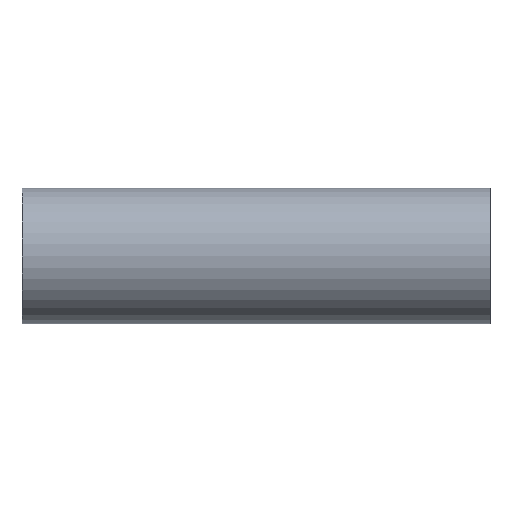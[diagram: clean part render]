
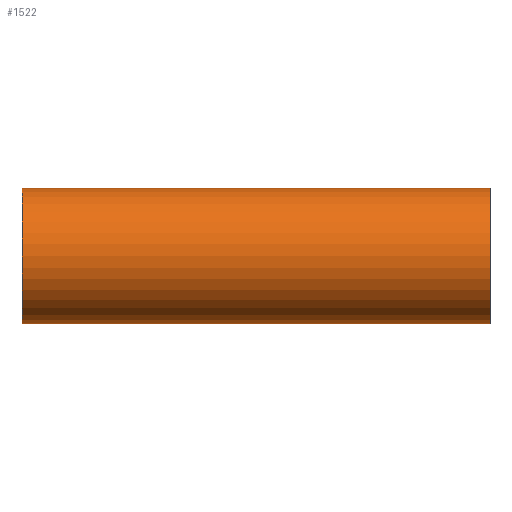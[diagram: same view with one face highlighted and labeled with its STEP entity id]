
A CAD part, left-side view. The second image highlights one B-rep face of the part: STEP entity #1522.
In plain terms, the highlighted cylindrical face has radius 14.5 mm (diameter 29 mm), a full revolution.
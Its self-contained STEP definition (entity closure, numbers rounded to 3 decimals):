
#1335=CARTESIAN_POINT('',(10.398,0.,-10.106));
#1336=VERTEX_POINT('',#1335);
#1344=CARTESIAN_POINT('',(10.398,0.,-10.106));
#1345=CARTESIAN_POINT('',(10.398,0.445,-10.106));
#1346=CARTESIAN_POINT('',(10.443,1.339,-10.06));
#1347=CARTESIAN_POINT('',(10.635,2.64,-9.859));
#1348=CARTESIAN_POINT('',(10.931,3.896,-9.531));
#1349=CARTESIAN_POINT('',(11.421,5.457,-8.949));
#1350=CARTESIAN_POINT('',(12.009,6.875,-8.16));
#1351=CARTESIAN_POINT('',(12.605,8.119,-7.184));
#1352=CARTESIAN_POINT('',(13.179,9.232,-6.105));
#1353=CARTESIAN_POINT('',(13.658,10.082,-4.945));
#1354=CARTESIAN_POINT('',(14.069,10.787,-3.567));
#1355=CARTESIAN_POINT('',(14.338,11.236,-2.336));
#1356=CARTESIAN_POINT('',(14.507,11.511,-0.789));
#1357=CARTESIAN_POINT('',(14.507,11.512,0.786));
#1358=CARTESIAN_POINT('',(14.338,11.234,2.337));
#1359=CARTESIAN_POINT('',(14.018,10.702,3.803));
#1360=CARTESIAN_POINT('',(13.57,9.929,5.172));
#1361=CARTESIAN_POINT('',(13.04,8.967,6.383));
#1362=CARTESIAN_POINT('',(12.455,7.825,7.454));
#1363=CARTESIAN_POINT('',(11.956,6.736,8.216));
#1364=CARTESIAN_POINT('',(11.576,5.801,8.736));
#1365=CARTESIAN_POINT('',(11.122,4.568,9.317));
#1366=CARTESIAN_POINT('',(10.74,3.22,9.746));
#1367=CARTESIAN_POINT('',(10.459,1.491,10.044));
#1368=CARTESIAN_POINT('',(10.358,0.006,10.147));
#1369=CARTESIAN_POINT('',(10.478,-1.78,10.025));
#1370=CARTESIAN_POINT('',(10.809,-3.483,9.671));
#1371=CARTESIAN_POINT('',(11.213,-4.814,9.202));
#1372=CARTESIAN_POINT('',(11.577,-5.804,8.735));
#1373=CARTESIAN_POINT('',(11.957,-6.738,8.215));
#1374=CARTESIAN_POINT('',(12.455,-7.824,7.455));
#1375=CARTESIAN_POINT('',(12.943,-8.778,6.561));
#1376=CARTESIAN_POINT('',(13.304,-9.447,5.778));
#1377=CARTESIAN_POINT('',(13.702,-10.161,4.804));
#1378=CARTESIAN_POINT('',(14.063,-10.776,3.643));
#1379=CARTESIAN_POINT('',(14.357,-11.266,2.163));
#1380=CARTESIAN_POINT('',(14.507,-11.512,0.785));
#1381=CARTESIAN_POINT('',(14.507,-11.511,-0.791));
#1382=CARTESIAN_POINT('',(14.338,-11.235,-2.337));
#1383=CARTESIAN_POINT('',(14.015,-10.697,-3.813));
#1384=CARTESIAN_POINT('',(13.573,-9.935,-5.163));
#1385=CARTESIAN_POINT('',(13.082,-9.044,-6.288));
#1386=CARTESIAN_POINT('',(12.601,-8.11,-7.193));
#1387=CARTESIAN_POINT('',(12.009,-6.874,-8.159));
#1388=CARTESIAN_POINT('',(11.421,-5.456,-8.95));
#1389=CARTESIAN_POINT('',(10.931,-3.896,-9.531));
#1390=CARTESIAN_POINT('',(10.635,-2.641,-9.859));
#1391=CARTESIAN_POINT('',(10.443,-1.339,-10.06));
#1392=CARTESIAN_POINT('',(10.398,-0.445,-10.106));
#1393=CARTESIAN_POINT('',(10.398,0.,-10.106));
#1394=CARTESIAN_POINT('',(10.398,0.,-10.106));
#1395=CARTESIAN_POINT('',(10.398,0.,-10.106));
#1396=CARTESIAN_POINT('',(10.398,0.,-10.106));
#1397=B_SPLINE_CURVE_WITH_KNOTS('',3,(#1344,#1345,#1346,#1347,#1348,#1349,#1350,#1351,#1352,#1353,#1354,#1355,#1356,#1357,#1358,#1359,#1360,#1361,#1362,#1363,#1364,#1365,#1366,#1367,#1368,#1369,#1370,#1371,#1372,#1373,#1374,#1375,#1376,#1377,#1378,#1379,#1380,#1381,#1382,#1383,#1384,#1385,#1386,#1387,#1388,#1389,#1390,#1391,#1392,#1393,#1394,#1395,#1396),.UNSPECIFIED.,.T.,.U.,(4,1,1,1,1,1,1,1,1,1,1,1,1,1,1,1,1,1,1,1,1,1,1,1,1,1,1,1,1,1,1,1,1,1,1,1,1,1,1,1,1,1,1,1,1,1,1,3,4),(-5.953,-5.847,-5.74,-5.634,-5.528,-5.315,-5.209,-5.103,-4.89,-4.819,-4.677,-4.536,-4.394,-4.252,-4.11,-3.969,-3.827,-3.685,-3.543,-3.473,-3.402,-3.189,-3.118,-2.976,-2.835,-2.693,-2.551,-2.48,-2.41,-2.268,-2.126,-2.055,-1.984,-1.795,-1.701,-1.559,-1.417,-1.276,-1.134,-0.992,-0.85,-0.744,-0.638,-0.425,-0.319,-0.213,-0.106,0.0,0.),.UNSPECIFIED.);
#1398=EDGE_CURVE('',#1336,#1336,#1397,.T.);
#1492=CARTESIAN_POINT('',(0.,0.,0.0));
#1493=DIRECTION('',(0.,-1.0,0.0));
#1494=DIRECTION('',(1.0,0.0,0.0));
#1495=AXIS2_PLACEMENT_3D('',#1492,#1493,#1494);
#1496=CYLINDRICAL_SURFACE('',#1495,14.5);
#1497=CARTESIAN_POINT('',(14.5,-50.,0.0));
#1498=VERTEX_POINT('',#1497);
#1499=CARTESIAN_POINT('',(0.,-50.0,0.0));
#1500=DIRECTION('',(0.0,-1.0,0.0));
#1501=DIRECTION('',(1.0,0.0,0.0));
#1502=AXIS2_PLACEMENT_3D('',#1499,#1500,#1501);
#1503=CIRCLE('',#1502,14.5);
#1504=EDGE_CURVE('',#1498,#1498,#1503,.T.);
#1505=ORIENTED_EDGE('',*,*,#1504,.F.);
#1506=EDGE_LOOP('',(#1505));
#1507=FACE_OUTER_BOUND('',#1506,.T.);
#1508=CARTESIAN_POINT('',(14.5,50.,0.0));
#1509=VERTEX_POINT('',#1508);
#1510=CARTESIAN_POINT('',(0.,50.,0.0));
#1511=DIRECTION('',(0.0,-1.0,0.0));
#1512=DIRECTION('',(1.0,0.0,0.0));
#1513=AXIS2_PLACEMENT_3D('',#1510,#1511,#1512);
#1514=CIRCLE('',#1513,14.5);
#1515=EDGE_CURVE('',#1509,#1509,#1514,.T.);
#1516=ORIENTED_EDGE('',*,*,#1515,.T.);
#1517=EDGE_LOOP('',(#1516));
#1518=FACE_BOUND('',#1517,.T.);
#1519=ORIENTED_EDGE('',*,*,#1398,.F.);
#1520=EDGE_LOOP('',(#1519));
#1521=FACE_BOUND('',#1520,.T.);
#1522=ADVANCED_FACE('',(#1507,#1518,#1521),#1496,.T.);
